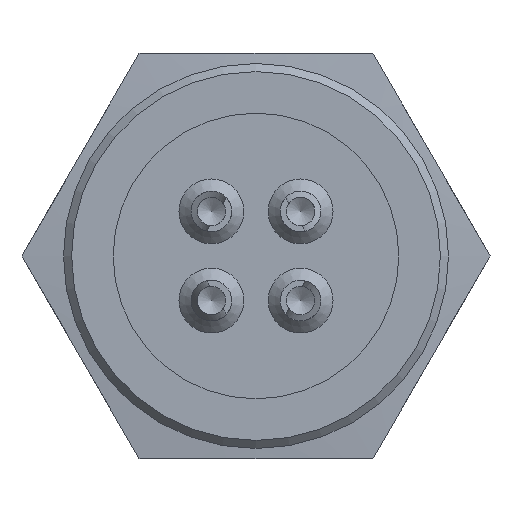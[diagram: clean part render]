
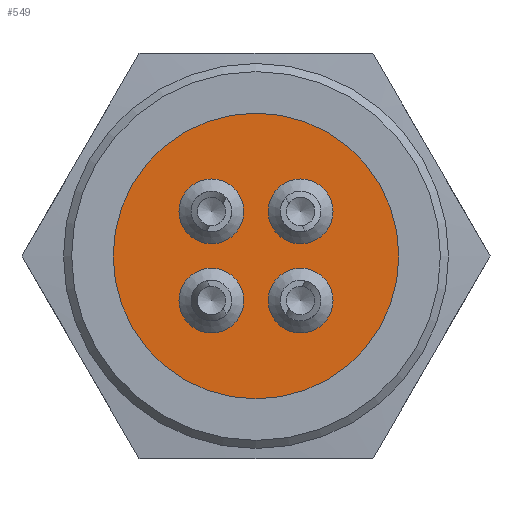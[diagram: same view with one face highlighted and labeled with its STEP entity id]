
A CAD part, left-side view. The second image highlights one B-rep face of the part: STEP entity #549.
In plain terms, the highlighted planar face has unit normal (-1, 0, 0).
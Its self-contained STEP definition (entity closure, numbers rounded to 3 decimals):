
#220=PLANE('',#1970);
#549=ADVANCED_FACE('',(#709,#710,#711,#712,#713),#220,.T.);
#709=FACE_BOUND('',#815,.T.);
#710=FACE_BOUND('',#816,.T.);
#711=FACE_BOUND('',#817,.T.);
#712=FACE_BOUND('',#818,.T.);
#713=FACE_BOUND('',#819,.T.);
#815=EDGE_LOOP('',(#1061));
#816=EDGE_LOOP('',(#1062));
#817=EDGE_LOOP('',(#1063));
#818=EDGE_LOOP('',(#1064));
#819=EDGE_LOOP('',(#1065));
#1061=ORIENTED_EDGE('',*,*,#1635,.F.);
#1062=ORIENTED_EDGE('',*,*,#1634,.F.);
#1063=ORIENTED_EDGE('',*,*,#1633,.F.);
#1064=ORIENTED_EDGE('',*,*,#1632,.F.);
#1065=ORIENTED_EDGE('',*,*,#1587,.T.);
#1415=VERTEX_POINT('',#2658);
#1450=VERTEX_POINT('',#2890);
#1451=VERTEX_POINT('',#2893);
#1452=VERTEX_POINT('',#2896);
#1453=VERTEX_POINT('',#2899);
#1587=EDGE_CURVE('',#1415,#1415,#1813,.T.);
#1632=EDGE_CURVE('',#1450,#1450,#1830,.T.);
#1633=EDGE_CURVE('',#1451,#1451,#1831,.T.);
#1634=EDGE_CURVE('',#1452,#1452,#1832,.T.);
#1635=EDGE_CURVE('',#1453,#1453,#1833,.T.);
#1813=CIRCLE('',#1915,3.525);
#1830=CIRCLE('',#1962,0.8);
#1831=CIRCLE('',#1964,0.8);
#1832=CIRCLE('',#1966,0.8);
#1833=CIRCLE('',#1968,0.8);
#1915=AXIS2_PLACEMENT_3D('',#2657,#2157,#2158);
#1962=AXIS2_PLACEMENT_3D('',#2889,#2265,#2266);
#1964=AXIS2_PLACEMENT_3D('',#2892,#2269,#2270);
#1966=AXIS2_PLACEMENT_3D('',#2895,#2273,#2274);
#1968=AXIS2_PLACEMENT_3D('',#2898,#2277,#2278);
#1970=AXIS2_PLACEMENT_3D('',#2901,#2281,#2282);
#2157=DIRECTION('',(-1.,0.,0.));
#2158=DIRECTION('',(0.,0.,1.));
#2265=DIRECTION('',(-1.,0.,0.));
#2266=DIRECTION('',(0.,0.,1.));
#2269=DIRECTION('',(-1.,0.,0.));
#2270=DIRECTION('',(0.,0.,1.));
#2273=DIRECTION('',(-1.,0.,0.));
#2274=DIRECTION('',(0.,0.,1.));
#2277=DIRECTION('',(-1.,0.,0.));
#2278=DIRECTION('',(0.,0.,1.));
#2281=DIRECTION('',(-1.,0.,0.));
#2282=DIRECTION('',(0.,0.,1.));
#2657=CARTESIAN_POINT('',(0.7,0.,0.));
#2658=CARTESIAN_POINT('',(0.7,0.,3.525));
#2889=CARTESIAN_POINT('',(0.7,1.1,-1.1));
#2890=CARTESIAN_POINT('',(0.7,1.1,-0.3));
#2892=CARTESIAN_POINT('',(0.7,1.1,1.1));
#2893=CARTESIAN_POINT('',(0.7,1.1,1.9));
#2895=CARTESIAN_POINT('',(0.7,-1.1,-1.1));
#2896=CARTESIAN_POINT('',(0.7,-1.1,-0.3));
#2898=CARTESIAN_POINT('',(0.7,-1.1,1.1));
#2899=CARTESIAN_POINT('',(0.7,-1.1,1.9));
#2901=CARTESIAN_POINT('',(0.7,0.,0.));
